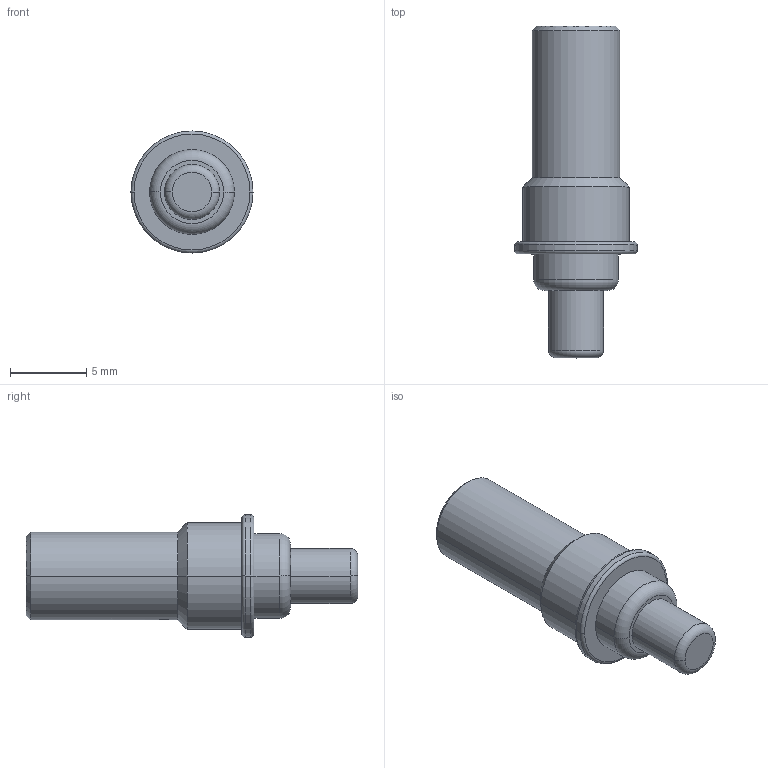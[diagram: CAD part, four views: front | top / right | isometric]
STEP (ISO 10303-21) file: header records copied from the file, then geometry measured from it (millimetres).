
FILE_DESCRIPTION((''),'2;1');
FILE_NAME('00171470002','2019-12-10T',('presta_be4'),(''),'CREO PARAMETRIC BY PTC INC, 2018360','CREO PARAMETRIC BY PTC INC, 2018360','');
FILE_SCHEMA(('CONFIG_CONTROL_DESIGN'));
Length unit declared in the file: millimetre
Products named in the file (1): 00171470002
Bounding box: 8.01 x 21.76 x 8.01 mm (x, y, z)
Volume: 371.5 mm3; surface area: 611.3 mm2
Topology: 1 solids, 1 shells, 35 faces, 72 edges, 41 vertices
Faces by surface type: cylinder 14, cone 8, torus 8, plane 5
Entity records: 1174 total; most frequent: CARTESIAN_POINT 374, DIRECTION 180, ORIENTED_EDGE 140, AXIS2_PLACEMENT_3D 79, EDGE_CURVE 70, CIRCLE 44, VERTEX_POINT 41, EDGE_LOOP 41
